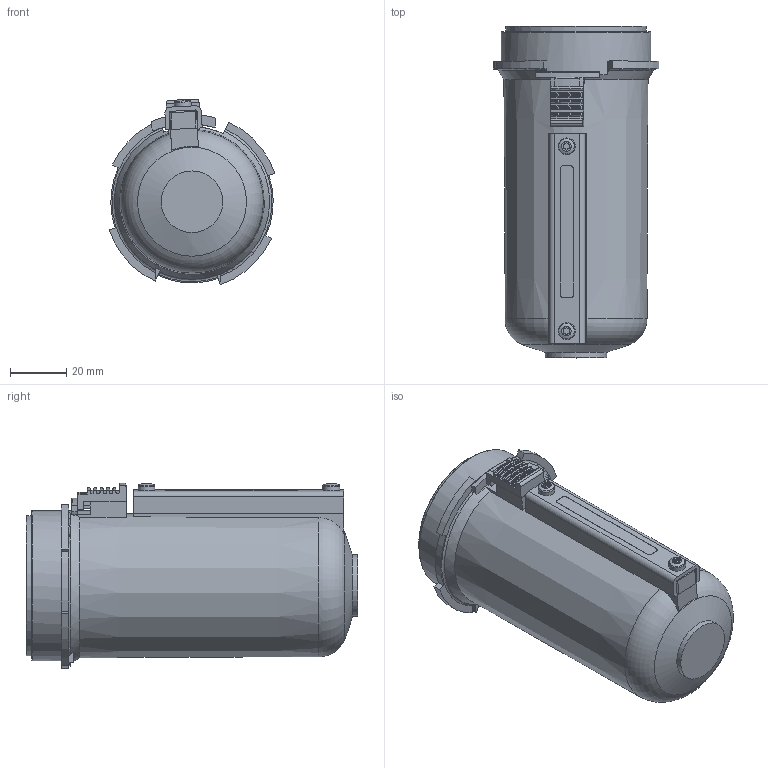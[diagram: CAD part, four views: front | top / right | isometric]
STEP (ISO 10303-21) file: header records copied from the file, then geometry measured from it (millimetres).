
FILE_DESCRIPTION( ( 'STEP AP203' ), ' ' );
FILE_NAME( '8.2533.90.000.stp', '2017-04-10T13:53:52', ( '' ), ( '' ), ' ', 'PARTsolutions', ' ' );
FILE_SCHEMA( ( 'CONFIG_CONTROL_DESIGN' ) );
Length unit declared in the file: millimetre
Products named in the file (4): 8.2533.90.000; _8.2533.90.000_G; _8.2533.90.000_RE; _8.2533.90.000_DIS
Assembly tree (3 placements, depth 2):
  8.2533.90.000
    _8.2533.90.000_G
    _8.2533.90.000_RE
    _8.2533.90.000_DIS
Bounding box: 59.28 x 118.5 x 66.22 mm (x, y, z)
Volume: 249315.3 mm3; surface area: 30111.5 mm2
Topology: 3 solids, 3 shells, 226 faces, 626 edges, 412 vertices
Faces by surface type: plane 115, cylinder 71, torus 35, cone 2, bspline 2, sphere 1
Full cylindrical faces by diameter (mm): 6 x2, 22 x1, 50 x1, 53.5 x1
Entity records: 7530 total; most frequent: CARTESIAN_POINT 1642, ORIENTED_EDGE 1216, DIRECTION 1197, EDGE_CURVE 608, AXIS2_PLACEMENT_3D 428, VERTEX_POINT 409, LINE 341, VECTOR 341
